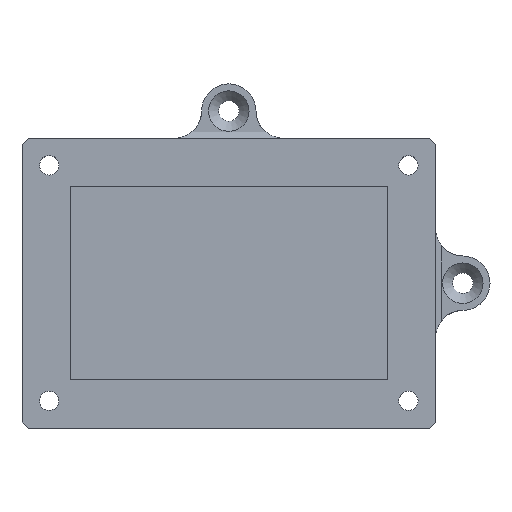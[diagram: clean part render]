
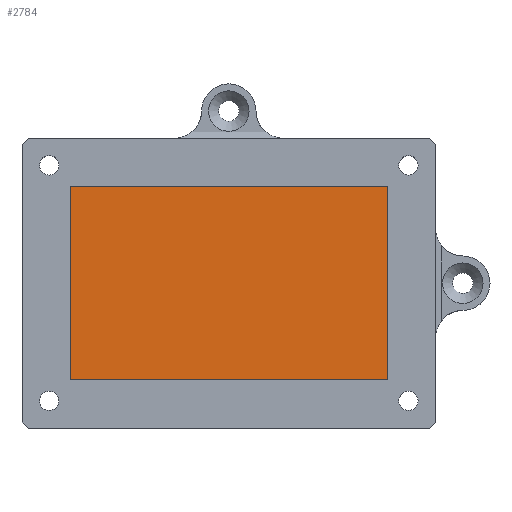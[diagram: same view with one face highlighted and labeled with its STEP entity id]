
A CAD part, top view. The second image highlights one B-rep face of the part: STEP entity #2784.
In plain terms, the highlighted planar face has unit normal (0, 0, 1).
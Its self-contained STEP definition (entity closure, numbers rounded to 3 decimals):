
#1947 = VERTEX_POINT('',#1948);
#1948 = CARTESIAN_POINT('',(0.,0.,0.));
#1956 = VERTEX_POINT('',#1957);
#1957 = CARTESIAN_POINT('',(52.5,0.,0.));
#1963 = EDGE_CURVE('',#1947,#1956,#1964,.T.);
#1964 = LINE('',#1965,#1966);
#1965 = CARTESIAN_POINT('',(0.,0.,0.));
#1966 = VECTOR('',#1967,1.);
#1967 = DIRECTION('',(1.,0.,0.));
#1978 = VERTEX_POINT('',#1979);
#1979 = CARTESIAN_POINT('',(0.,32.,0.));
#1987 = EDGE_CURVE('',#1978,#1947,#1988,.T.);
#1988 = LINE('',#1989,#1990);
#1989 = CARTESIAN_POINT('',(0.,32.,0.));
#1990 = VECTOR('',#1991,1.);
#1991 = DIRECTION('',(0.,-1.,0.));
#2002 = VERTEX_POINT('',#2003);
#2003 = CARTESIAN_POINT('',(52.5,32.,0.));
#2011 = EDGE_CURVE('',#2002,#1978,#2012,.T.);
#2012 = LINE('',#2013,#2014);
#2013 = CARTESIAN_POINT('',(52.5,32.,0.));
#2014 = VECTOR('',#2015,1.);
#2015 = DIRECTION('',(-1.,0.,0.));
#2028 = EDGE_CURVE('',#1956,#2002,#2029,.T.);
#2029 = LINE('',#2030,#2031);
#2030 = CARTESIAN_POINT('',(52.5,0.,0.));
#2031 = VECTOR('',#2032,1.);
#2032 = DIRECTION('',(0.,1.,0.));
#2784 = ADVANCED_FACE('',(#2785),#2791,.T.);
#2785 = FACE_BOUND('',#2786,.T.);
#2786 = EDGE_LOOP('',(#2787,#2788,#2789,#2790));
#2787 = ORIENTED_EDGE('',*,*,#1987,.T.);
#2788 = ORIENTED_EDGE('',*,*,#1963,.T.);
#2789 = ORIENTED_EDGE('',*,*,#2028,.T.);
#2790 = ORIENTED_EDGE('',*,*,#2011,.T.);
#2791 = PLANE('',#2792);
#2792 = AXIS2_PLACEMENT_3D('',#2793,#2794,#2795);
#2793 = CARTESIAN_POINT('',(26.25,16.,0.));
#2794 = DIRECTION('',(0.,0.,1.));
#2795 = DIRECTION('',(1.,0.,0.));
